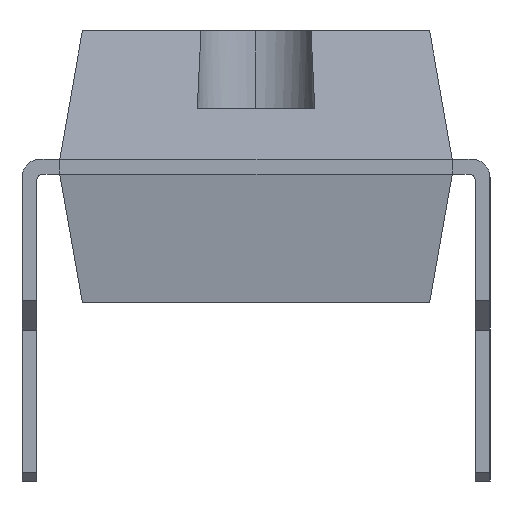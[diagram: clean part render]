
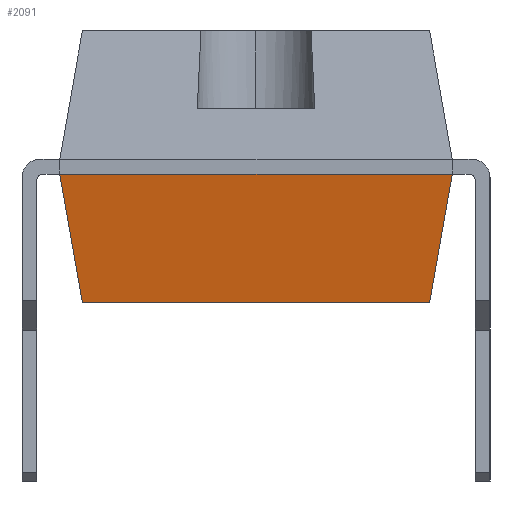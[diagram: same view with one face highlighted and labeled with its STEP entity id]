
A CAD part, left-side view. The second image highlights one B-rep face of the part: STEP entity #2091.
In plain terms, the highlighted planar face has unit normal (-0.985, 0, -0.174).
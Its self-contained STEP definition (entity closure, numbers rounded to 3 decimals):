
#1510 = VERTEX_POINT ( 'NONE', #7101 ) ;
#1782 = VERTEX_POINT ( 'NONE', #7736 ) ;
#1878 = EDGE_CURVE ( 'NONE', #1782, #1510, #8054, .T. ) ;
#1914 = EDGE_CURVE ( 'NONE', #1970, #1935, #8161, .T. ) ;
#1935 = VERTEX_POINT ( 'NONE', #8232 ) ;
#1950 = EDGE_CURVE ( 'NONE', #1510, #1970, #8258, .T. ) ;
#1970 = VERTEX_POINT ( 'NONE', #8265 ) ;
#2091 = ADVANCED_FACE ( 'NONE', ( #8466 ), #8508, .T. ) ;
#2092 = EDGE_LOOP ( 'NONE', ( #2093, #2115, #2116, #2117 ) ) ;
#2093 = ORIENTED_EDGE ( 'NONE', *, *, #1950, .F. ) ;
#2115 = ORIENTED_EDGE ( 'NONE', *, *, #1878, .F. ) ;
#2116 = ORIENTED_EDGE ( 'NONE', *, *, #2129, .F. ) ;
#2117 = ORIENTED_EDGE ( 'NONE', *, *, #1914, .F. ) ;
#2129 = EDGE_CURVE ( 'NONE', #1935, #1782, #8538, .T. ) ;
#7101 = CARTESIAN_POINT ( 'NONE',  ( -16.13, -3.3, 2.67 ) ) ;
#7736 = CARTESIAN_POINT ( 'NONE',  ( -16.13, 3.3, 2.67 ) ) ;
#8046 = DIRECTION ( 'NONE',  ( 0., -1., 0. ) ) ;
#8047 = VECTOR ( 'NONE', #8046, 1000. ) ;
#8048 = CARTESIAN_POINT ( 'NONE',  ( -16.13, -2.919, 2.67 ) ) ;
#8054 = LINE ( 'NONE', #8048, #8047 ) ;
#8158 = DIRECTION ( 'NONE',  ( 0., 1., 0. ) ) ;
#8159 = VECTOR ( 'NONE', #8158, 1000. ) ;
#8160 = CARTESIAN_POINT ( 'NONE',  ( -15.749, 2.919, 0.51 ) ) ;
#8161 = LINE ( 'NONE', #8160, #8159 ) ;
#8232 = CARTESIAN_POINT ( 'NONE',  ( -15.749, 2.919, 0.51 ) ) ;
#8251 = DIRECTION ( 'NONE',  ( 0.171, 0.171, -0.97 ) ) ;
#8252 = VECTOR ( 'NONE', #8251, 1000. ) ;
#8253 = CARTESIAN_POINT ( 'NONE',  ( -14.816, -1.986, -4.782 ) ) ;
#8258 = LINE ( 'NONE', #8253, #8252 ) ;
#8265 = CARTESIAN_POINT ( 'NONE',  ( -15.749, -2.919, 0.51 ) ) ;
#8466 = FACE_OUTER_BOUND ( 'NONE', #2092, .T. ) ;
#8502 = DIRECTION ( 'NONE',  ( -0.174, 0., 0.985 ) ) ;
#8503 = DIRECTION ( 'NONE',  ( -0.985, 0., -0.174 ) ) ;
#8504 = CARTESIAN_POINT ( 'NONE',  ( -15.749, -3.3, 0.51 ) ) ;
#8505 = AXIS2_PLACEMENT_3D ( 'NONE', #8504, #8503, #8502 ) ;
#8508 = PLANE ( 'NONE',  #8505 ) ;
#8531 = DIRECTION ( 'NONE',  ( -0.171, 0.171, 0.97 ) ) ;
#8532 = VECTOR ( 'NONE', #8531, 1000. ) ;
#8533 = CARTESIAN_POINT ( 'NONE',  ( -14.816, 1.986, -4.782 ) ) ;
#8538 = LINE ( 'NONE', #8533, #8532 ) ;
